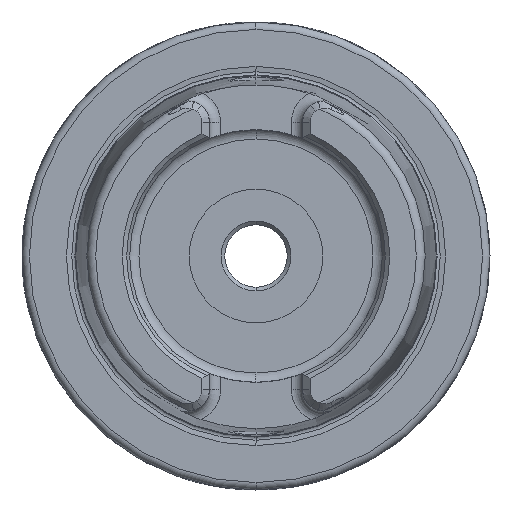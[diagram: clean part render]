
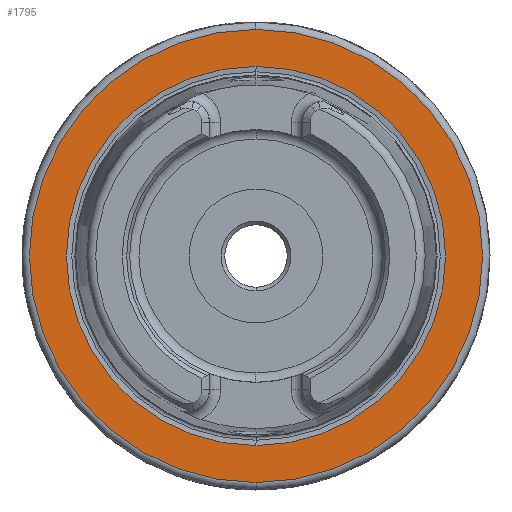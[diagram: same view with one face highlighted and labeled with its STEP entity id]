
A CAD part, left-side view. The second image highlights one B-rep face of the part: STEP entity #1795.
In plain terms, the highlighted planar face has unit normal (-1, 0, 0).
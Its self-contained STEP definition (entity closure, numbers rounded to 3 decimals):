
#389 = CIRCLE ( 'NONE', #6479, 25.521 ) ;
#634 = CARTESIAN_POINT ( 'NONE',  ( -29., 0., 25.521 ) ) ;
#652 = DIRECTION ( 'NONE',  ( 0., 0., -1. ) ) ;
#990 = CARTESIAN_POINT ( 'NONE',  ( -29., 0., -25.521 ) ) ;
#1281 = FACE_BOUND ( 'NONE', #2862, .T. ) ;
#1692 = AXIS2_PLACEMENT_3D ( 'NONE', #5753, #4071, #4727 ) ;
#1795 = ADVANCED_FACE ( 'NONE', ( #8545, #1281 ), #4501, .F. ) ;
#2467 = DIRECTION ( 'NONE',  ( -1., 0., 0. ) ) ;
#2483 = CARTESIAN_POINT ( 'NONE',  ( -29., 0., 30.5 ) ) ;
#2597 = CARTESIAN_POINT ( 'NONE',  ( -29., 0., 0. ) ) ;
#2734 = VERTEX_POINT ( 'NONE', #990 ) ;
#2846 = VERTEX_POINT ( 'NONE', #634 ) ;
#2862 = EDGE_LOOP ( 'NONE', ( #6571, #6639 ) ) ;
#3312 = DIRECTION ( 'NONE',  ( 0., 0., -1. ) ) ;
#3320 = EDGE_LOOP ( 'NONE', ( #6447, #6480 ) ) ;
#3434 = AXIS2_PLACEMENT_3D ( 'NONE', #9067, #4875, #652 ) ;
#3600 = CIRCLE ( 'NONE', #5065, 25.521 ) ;
#3610 = EDGE_CURVE ( 'NONE', #6852, #4104, #6163, .T. ) ;
#3645 = EDGE_CURVE ( 'NONE', #2734, #2846, #389, .T. ) ;
#3820 = EDGE_CURVE ( 'NONE', #4104, #6852, #8524, .T. ) ;
#3940 = AXIS2_PLACEMENT_3D ( 'NONE', #6747, #2467, #7434 ) ;
#4071 = DIRECTION ( 'NONE',  ( 1., 0., 0. ) ) ;
#4104 = VERTEX_POINT ( 'NONE', #2483 ) ;
#4174 = CARTESIAN_POINT ( 'NONE',  ( -29., 0., 0. ) ) ;
#4501 = PLANE ( 'NONE',  #1692 ) ;
#4727 = DIRECTION ( 'NONE',  ( 0., 0., -1. ) ) ;
#4875 = DIRECTION ( 'NONE',  ( -1., 0., 0. ) ) ;
#4909 = DIRECTION ( 'NONE',  ( 0., 0., -1. ) ) ;
#5065 = AXIS2_PLACEMENT_3D ( 'NONE', #2597, #7575, #3312 ) ;
#5167 = CARTESIAN_POINT ( 'NONE',  ( -29., 0., -30.5 ) ) ;
#5518 = EDGE_CURVE ( 'NONE', #2846, #2734, #3600, .T. ) ;
#5753 = CARTESIAN_POINT ( 'NONE',  ( -29., 31.5, 0. ) ) ;
#6163 = CIRCLE ( 'NONE', #3434, 30.5 ) ;
#6447 = ORIENTED_EDGE ( 'NONE', *, *, #3610, .T. ) ;
#6479 = AXIS2_PLACEMENT_3D ( 'NONE', #4174, #9099, #4909 ) ;
#6480 = ORIENTED_EDGE ( 'NONE', *, *, #3820, .T. ) ;
#6571 = ORIENTED_EDGE ( 'NONE', *, *, #5518, .T. ) ;
#6639 = ORIENTED_EDGE ( 'NONE', *, *, #3645, .T. ) ;
#6747 = CARTESIAN_POINT ( 'NONE',  ( -29., 0., 0. ) ) ;
#6852 = VERTEX_POINT ( 'NONE', #5167 ) ;
#7434 = DIRECTION ( 'NONE',  ( 0., 0., -1. ) ) ;
#7575 = DIRECTION ( 'NONE',  ( 1., 0., 0. ) ) ;
#8524 = CIRCLE ( 'NONE', #3940, 30.5 ) ;
#8545 = FACE_OUTER_BOUND ( 'NONE', #3320, .T. ) ;
#9067 = CARTESIAN_POINT ( 'NONE',  ( -29., 0., 0. ) ) ;
#9099 = DIRECTION ( 'NONE',  ( 1., 0., 0. ) ) ;
